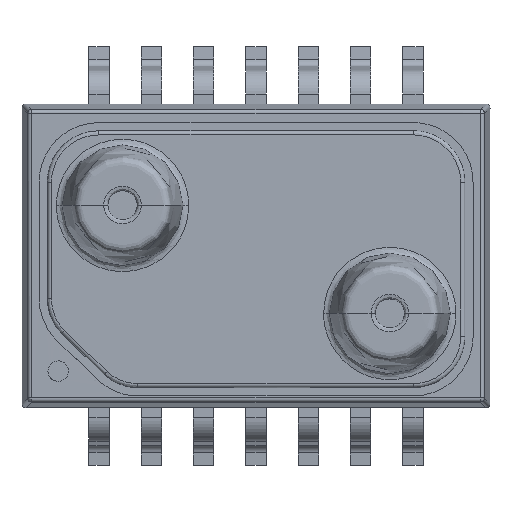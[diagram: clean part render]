
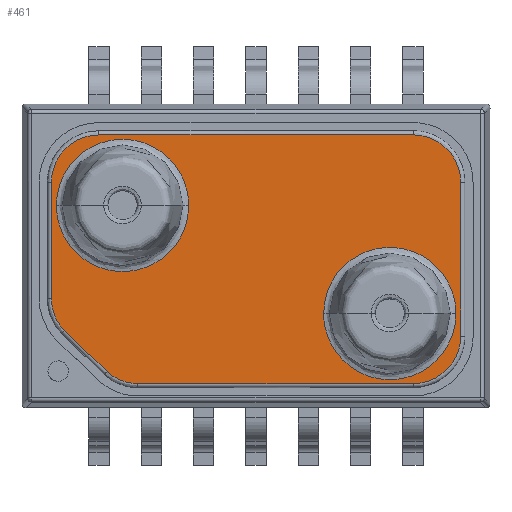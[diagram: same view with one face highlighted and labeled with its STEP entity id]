
A CAD part, top view. The second image highlights one B-rep face of the part: STEP entity #461.
In plain terms, the highlighted planar face has unit normal (0, 0, -1).
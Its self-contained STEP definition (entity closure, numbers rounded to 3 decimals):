
#17=FACE_BOUND('',#1189,.T.);
#18=FACE_BOUND('',#1190,.T.);
#461=ADVANCED_FACE('',(#824,#17,#18),#5249,.T.);
#824=FACE_OUTER_BOUND('',#1188,.T.);
#1188=EDGE_LOOP('',(#2460,#2461,#2462,#2463,#2464,#2465,#2466,#2467,#2468,
#2469));
#1189=EDGE_LOOP('',(#2470,#2471));
#1190=EDGE_LOOP('',(#2472,#2473));
#2460=ORIENTED_EDGE('',*,*,#3730,.T.);
#2461=ORIENTED_EDGE('',*,*,#3738,.F.);
#2462=ORIENTED_EDGE('',*,*,#3727,.T.);
#2463=ORIENTED_EDGE('',*,*,#3739,.F.);
#2464=ORIENTED_EDGE('',*,*,#3741,.F.);
#2465=ORIENTED_EDGE('',*,*,#3743,.F.);
#2466=ORIENTED_EDGE('',*,*,#3724,.T.);
#2467=ORIENTED_EDGE('',*,*,#3734,.F.);
#2468=ORIENTED_EDGE('',*,*,#3732,.T.);
#2469=ORIENTED_EDGE('',*,*,#3736,.F.);
#2470=ORIENTED_EDGE('',*,*,#4050,.F.);
#2471=ORIENTED_EDGE('',*,*,#3654,.F.);
#2472=ORIENTED_EDGE('',*,*,#4047,.F.);
#2473=ORIENTED_EDGE('',*,*,#3652,.F.);
#3652=EDGE_CURVE('',#4962,#5201,#4569,.T.);
#3654=EDGE_CURVE('',#4963,#5203,#4571,.T.);
#3724=EDGE_CURVE('',#5005,#5006,#5574,.T.);
#3727=EDGE_CURVE('',#5008,#5007,#5577,.T.);
#3730=EDGE_CURVE('',#5000,#5009,#5580,.T.);
#3732=EDGE_CURVE('',#5002,#5001,#5582,.T.);
#3734=EDGE_CURVE('',#5002,#5006,#5584,.T.);
#3736=EDGE_CURVE('',#5000,#5001,#5586,.T.);
#3738=EDGE_CURVE('',#5008,#5009,#5588,.T.);
#3739=EDGE_CURVE('',#5004,#5007,#5589,.T.);
#3741=EDGE_CURVE('',#5003,#5004,#5591,.T.);
#3743=EDGE_CURVE('',#5005,#5003,#5593,.T.);
#4047=EDGE_CURVE('',#5201,#4962,#4614,.T.);
#4050=EDGE_CURVE('',#5203,#4963,#4617,.T.);
#4569=(
BOUNDED_CURVE()
B_SPLINE_CURVE(2,(#12280,#12281,#12282,#12283,#12284),.UNSPECIFIED.,.F.,
 .F.)
B_SPLINE_CURVE_WITH_KNOTS((3,2,3),(-7.091,-5.318,-3.545),
 .UNSPECIFIED.)
CURVE()
GEOMETRIC_REPRESENTATION_ITEM()
RATIONAL_B_SPLINE_CURVE((1.,0.707,1.,0.707,1.))
REPRESENTATION_ITEM('')
);
#4571=(
BOUNDED_CURVE()
B_SPLINE_CURVE(2,(#12306,#12307,#12308,#12309,#12310),.UNSPECIFIED.,.F.,
 .F.)
B_SPLINE_CURVE_WITH_KNOTS((3,2,3),(-7.091,-5.318,-3.545),
 .UNSPECIFIED.)
CURVE()
GEOMETRIC_REPRESENTATION_ITEM()
RATIONAL_B_SPLINE_CURVE((1.,0.707,1.,0.707,1.))
REPRESENTATION_ITEM('')
);
#4614=(
BOUNDED_CURVE()
B_SPLINE_CURVE(2,(#13980,#13981,#13982,#13983,#13984),.UNSPECIFIED.,.F.,
 .F.)
B_SPLINE_CURVE_WITH_KNOTS((3,2,3),(-3.545,-1.773,0.),
 .UNSPECIFIED.)
CURVE()
GEOMETRIC_REPRESENTATION_ITEM()
RATIONAL_B_SPLINE_CURVE((1.,0.707,1.,0.707,1.))
REPRESENTATION_ITEM('')
);
#4617=(
BOUNDED_CURVE()
B_SPLINE_CURVE(2,(#14011,#14012,#14013,#14014,#14015),.UNSPECIFIED.,.F.,
 .F.)
B_SPLINE_CURVE_WITH_KNOTS((3,2,3),(-3.545,-1.773,0.),
 .UNSPECIFIED.)
CURVE()
GEOMETRIC_REPRESENTATION_ITEM()
RATIONAL_B_SPLINE_CURVE((1.,0.707,1.,0.707,1.))
REPRESENTATION_ITEM('')
);
#4962=VERTEX_POINT('',#12000);
#4963=VERTEX_POINT('',#12001);
#5000=VERTEX_POINT('',#12038);
#5001=VERTEX_POINT('',#12039);
#5002=VERTEX_POINT('',#12040);
#5003=VERTEX_POINT('',#12041);
#5004=VERTEX_POINT('',#12042);
#5005=VERTEX_POINT('',#12043);
#5006=VERTEX_POINT('',#12044);
#5007=VERTEX_POINT('',#12045);
#5008=VERTEX_POINT('',#12046);
#5009=VERTEX_POINT('',#12047);
#5201=VERTEX_POINT('',#12239);
#5203=VERTEX_POINT('',#12241);
#5249=PLANE('',#5951);
#5574=B_SPLINE_CURVE_WITH_KNOTS('',1,(#12496,#12497),.UNSPECIFIED.,.F.,.F.,
(2,2),(0.,2.827),.UNSPECIFIED.);
#5577=B_SPLINE_CURVE_WITH_KNOTS('',1,(#12510,#12511),.UNSPECIFIED.,.F.,.F.,
(2,2),(0.,6.692),.UNSPECIFIED.);
#5580=B_SPLINE_CURVE_WITH_KNOTS('',1,(#12524,#12525),.UNSPECIFIED.,.F.,.F.,
(2,2),(0.,3.735),.UNSPECIFIED.);
#5582=B_SPLINE_CURVE_WITH_KNOTS('',1,(#12532,#12533),.UNSPECIFIED.,.F.,.F.,
(2,2),(0.,7.635),.UNSPECIFIED.);
#5584=B_SPLINE_CURVE_WITH_KNOTS('',3,(#12540,#12541,#12542,#12543,#12544),
 .UNSPECIFIED.,.F.,.F.,(4,1,4),(0.,0.903,1.806),
 .UNSPECIFIED.);
#5586=B_SPLINE_CURVE_WITH_KNOTS('',3,(#12551,#12552,#12553,#12554,#12555),
 .UNSPECIFIED.,.F.,.F.,(4,1,4),(0.,0.903,1.806),
 .UNSPECIFIED.);
#5588=B_SPLINE_CURVE_WITH_KNOTS('',3,(#12562,#12563,#12564,#12565,#12566),
 .UNSPECIFIED.,.F.,.F.,(4,1,4),(0.,0.903,1.806),
 .UNSPECIFIED.);
#5589=B_SPLINE_CURVE_WITH_KNOTS('',3,(#12567,#12568,#12569,#12570),
 .UNSPECIFIED.,.F.,.F.,(4,4),(0.001,0.816),
 .UNSPECIFIED.);
#5591=B_SPLINE_CURVE_WITH_KNOTS('',1,(#12590,#12591),.UNSPECIFIED.,.F.,.F.,
(2,2),(0.001,1.44),.UNSPECIFIED.);
#5593=B_SPLINE_CURVE_WITH_KNOTS('',3,(#12604,#12605,#12606,#12607),
 .UNSPECIFIED.,.F.,.F.,(4,4),(0.,0.854),
 .UNSPECIFIED.);
#5951=AXIS2_PLACEMENT_3D('',#9357,#6022,$);
#6022=DIRECTION('',(0.,0.,-1.));
#9357=CARTESIAN_POINT('',(-5.166,-3.264,3.552));
#12000=CARTESIAN_POINT('',(4.855,-1.403,3.552));
#12001=CARTESIAN_POINT('',(-4.846,1.221,3.552));
#12038=CARTESIAN_POINT('',(4.97,1.784,3.552));
#12039=CARTESIAN_POINT('',(3.82,2.934,3.552));
#12040=CARTESIAN_POINT('',(-3.815,2.934,3.552));
#12041=CARTESIAN_POINT('',(-4.65,-1.815,3.552));
#12042=CARTESIAN_POINT('',(-3.614,-2.814,3.552));
#12043=CARTESIAN_POINT('',(-4.965,-1.044,3.552));
#12044=CARTESIAN_POINT('',(-4.965,1.784,3.552));
#12045=CARTESIAN_POINT('',(-2.872,-3.102,3.552));
#12046=CARTESIAN_POINT('',(3.82,-3.102,3.552));
#12047=CARTESIAN_POINT('',(4.97,-1.952,3.552));
#12239=CARTESIAN_POINT('',(1.643,-1.403,3.552));
#12241=CARTESIAN_POINT('',(-1.635,1.221,3.552));
#12280=CARTESIAN_POINT('',(4.855,-1.403,3.552));
#12281=CARTESIAN_POINT('',(4.855,-3.009,3.552));
#12282=CARTESIAN_POINT('',(3.249,-3.009,3.552));
#12283=CARTESIAN_POINT('',(1.643,-3.009,3.552));
#12284=CARTESIAN_POINT('',(1.643,-1.403,3.552));
#12306=CARTESIAN_POINT('',(-4.846,1.221,3.552));
#12307=CARTESIAN_POINT('',(-4.846,2.827,3.552));
#12308=CARTESIAN_POINT('',(-3.241,2.827,3.552));
#12309=CARTESIAN_POINT('',(-1.635,2.827,3.552));
#12310=CARTESIAN_POINT('',(-1.635,1.221,3.552));
#12496=CARTESIAN_POINT('',(-4.965,-1.044,3.552));
#12497=CARTESIAN_POINT('',(-4.965,1.784,3.552));
#12510=CARTESIAN_POINT('',(3.82,-3.102,3.552));
#12511=CARTESIAN_POINT('',(-2.872,-3.102,3.552));
#12524=CARTESIAN_POINT('',(4.97,1.784,3.552));
#12525=CARTESIAN_POINT('',(4.97,-1.952,3.552));
#12532=CARTESIAN_POINT('',(-3.815,2.934,3.552));
#12533=CARTESIAN_POINT('',(3.82,2.934,3.552));
#12540=CARTESIAN_POINT('',(-3.815,2.934,3.552));
#12541=CARTESIAN_POINT('',(-4.116,2.936,3.552));
#12542=CARTESIAN_POINT('',(-4.715,2.684,3.552));
#12543=CARTESIAN_POINT('',(-4.967,2.085,3.552));
#12544=CARTESIAN_POINT('',(-4.965,1.784,3.552));
#12551=CARTESIAN_POINT('',(4.97,1.784,3.552));
#12552=CARTESIAN_POINT('',(4.972,2.085,3.552));
#12553=CARTESIAN_POINT('',(4.72,2.684,3.552));
#12554=CARTESIAN_POINT('',(4.121,2.936,3.552));
#12555=CARTESIAN_POINT('',(3.82,2.934,3.552));
#12562=CARTESIAN_POINT('',(3.82,-3.102,3.552));
#12563=CARTESIAN_POINT('',(4.121,-3.104,3.552));
#12564=CARTESIAN_POINT('',(4.72,-2.852,3.552));
#12565=CARTESIAN_POINT('',(4.972,-2.253,3.552));
#12566=CARTESIAN_POINT('',(4.97,-1.952,3.552));
#12567=CARTESIAN_POINT('',(-3.614,-2.814,3.552));
#12568=CARTESIAN_POINT('',(-3.414,-2.998,3.552));
#12569=CARTESIAN_POINT('',(-3.144,-3.103,3.552));
#12570=CARTESIAN_POINT('',(-2.872,-3.102,3.552));
#12590=CARTESIAN_POINT('',(-4.65,-1.815,3.552));
#12591=CARTESIAN_POINT('',(-3.614,-2.814,3.552));
#12604=CARTESIAN_POINT('',(-4.965,-1.044,3.552));
#12605=CARTESIAN_POINT('',(-4.966,-1.329,3.552));
#12606=CARTESIAN_POINT('',(-4.85,-1.612,3.552));
#12607=CARTESIAN_POINT('',(-4.65,-1.815,3.552));
#13980=CARTESIAN_POINT('',(1.643,-1.403,3.552));
#13981=CARTESIAN_POINT('',(1.643,0.203,3.552));
#13982=CARTESIAN_POINT('',(3.249,0.203,3.552));
#13983=CARTESIAN_POINT('',(4.855,0.203,3.552));
#13984=CARTESIAN_POINT('',(4.855,-1.403,3.552));
#14011=CARTESIAN_POINT('',(-1.635,1.221,3.552));
#14012=CARTESIAN_POINT('',(-1.635,-0.385,3.552));
#14013=CARTESIAN_POINT('',(-3.241,-0.385,3.552));
#14014=CARTESIAN_POINT('',(-4.846,-0.385,3.552));
#14015=CARTESIAN_POINT('',(-4.846,1.221,3.552));
